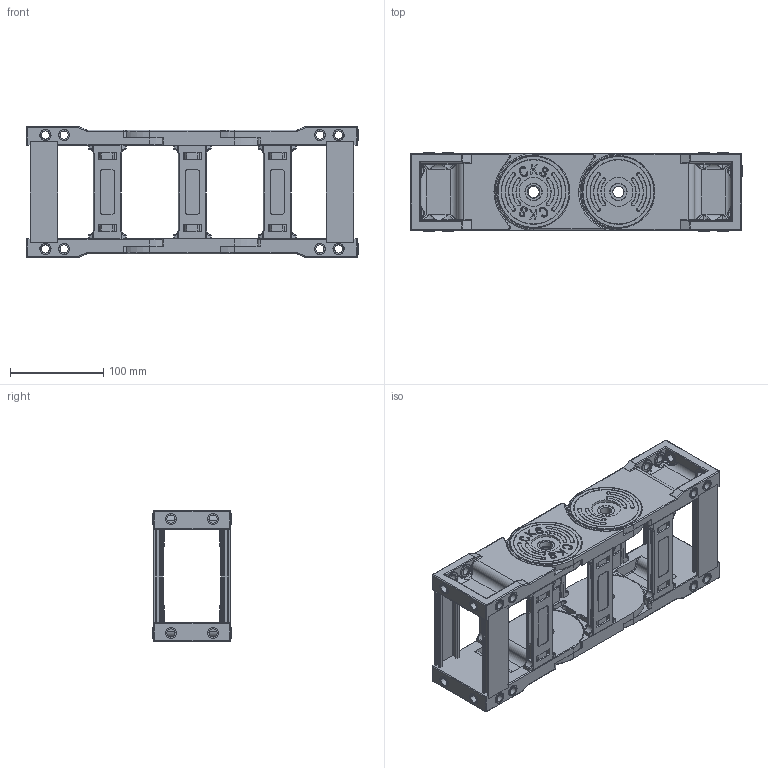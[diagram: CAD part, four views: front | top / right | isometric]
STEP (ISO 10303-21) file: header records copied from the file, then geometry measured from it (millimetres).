
FILE_DESCRIPTION (( 'STEP AP214' ), '1' );
FILE_NAME ('CK60-A100-AYAK.STEP', '2019-09-18T14:16:40', ( '' ), ( '' ), 'SwSTEP 2.0', 'SolidWorks 2017', '' );
FILE_SCHEMA (( 'AUTOMOTIVE_DESIGN' ));
Length unit declared in the file: millimetre
Products named in the file (1): CK60-A100-AYAK
Bounding box: 355.59 x 83.63 x 140.1 mm (x, y, z)
Volume: 794061.4 mm3; surface area: 425908.5 mm2
Topology: 42 solids, 42 shells, 3522 faces, 9036 edges, 5682 vertices
Faces by surface type: plane 1384, cylinder 1304, bspline 444, torus 330, sphere 56, cone 4
Entity records: 132860 total; most frequent: CARTESIAN_POINT 49129, ORIENTED_EDGE 17852, DIRECTION 17078, EDGE_CURVE 8926, AXIS2_PLACEMENT_3D 6195, VERTEX_POINT 5680, LINE 4688, VECTOR 4688
